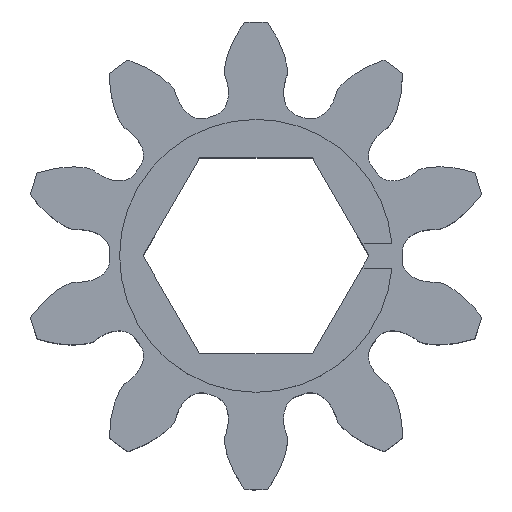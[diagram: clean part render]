
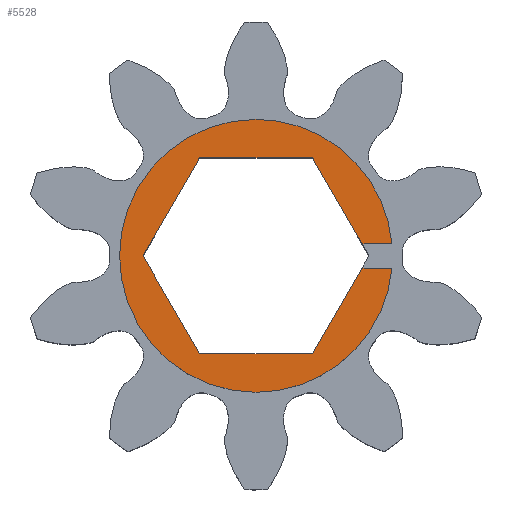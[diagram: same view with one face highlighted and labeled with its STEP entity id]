
A CAD part, top view. The second image highlights one B-rep face of the part: STEP entity #5528.
In plain terms, the highlighted planar face has unit normal (0, 0, 1).
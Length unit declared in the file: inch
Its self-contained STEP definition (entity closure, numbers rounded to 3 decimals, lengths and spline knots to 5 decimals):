
#9 = VERTEX_POINT ( 'NONE', #5370 ) ;
#63 = EDGE_CURVE ( 'NONE', #3279, #5169, #1253, .T. ) ;
#115 = DIRECTION ( 'NONE',  ( -0.5, -0.866, 0. ) ) ;
#228 = VECTOR ( 'NONE', #115, 39.37008 ) ;
#238 = EDGE_CURVE ( 'NONE', #2905, #9, #2395, .T. ) ;
#252 = EDGE_CURVE ( 'NONE', #9, #3279, #1356, .T. ) ;
#392 = CARTESIAN_POINT ( 'NONE',  ( 0., -0.35, 0.249 ) ) ;
#465 = EDGE_CURVE ( 'NONE', #5517, #897, #769, .T. ) ;
#493 = VERTEX_POINT ( 'NONE', #672 ) ;
#534 = DIRECTION ( 'NONE',  ( 0., 1., 0. ) ) ;
#629 = AXIS2_PLACEMENT_3D ( 'NONE', #6295, #2650, #4270 ) ;
#672 = CARTESIAN_POINT ( 'NONE',  ( 0.14491, -0.251, 0.249 ) ) ;
#686 = LINE ( 'NONE', #1225, #228 ) ;
#698 = DIRECTION ( 'NONE',  ( 1., 0., 0. ) ) ;
#769 = LINE ( 'NONE', #4376, #4067 ) ;
#839 = VECTOR ( 'NONE', #1761, 39.37008 ) ;
#853 = CIRCLE ( 'NONE', #2362, 0.35 ) ;
#879 = CARTESIAN_POINT ( 'NONE',  ( 0.15179, 0.03125, 0.249 ) ) ;
#897 = VERTEX_POINT ( 'NONE', #3079 ) ;
#965 = AXIS2_PLACEMENT_3D ( 'NONE', #1036, #5154, #534 ) ;
#1036 = CARTESIAN_POINT ( 'NONE',  ( 0., 0., 0.249 ) ) ;
#1225 = CARTESIAN_POINT ( 'NONE',  ( -0.14491, 0.251, 0.249 ) ) ;
#1253 = LINE ( 'NONE', #6338, #839 ) ;
#1258 = EDGE_CURVE ( 'NONE', #1976, #3517, #6471, .T. ) ;
#1260 = ORIENTED_EDGE ( 'NONE', *, *, #238, .F. ) ;
#1310 = CARTESIAN_POINT ( 'NONE',  ( 0.27179, -0.03125, 0.249 ) ) ;
#1322 = CARTESIAN_POINT ( 'NONE',  ( 0.3486, 0.03125, 0.249 ) ) ;
#1342 = ORIENTED_EDGE ( 'NONE', *, *, #3275, .F. ) ;
#1356 = LINE ( 'NONE', #4384, #6145 ) ;
#1715 = LINE ( 'NONE', #3766, #6059 ) ;
#1725 = EDGE_CURVE ( 'NONE', #493, #5770, #1715, .T. ) ;
#1761 = DIRECTION ( 'NONE',  ( -1., 0., 0. ) ) ;
#1889 = PLANE ( 'NONE',  #3545 ) ;
#1900 = DIRECTION ( 'NONE',  ( 0., 1., 0. ) ) ;
#1961 = CARTESIAN_POINT ( 'NONE',  ( -0.14491, 0.251, 0.249 ) ) ;
#1976 = VERTEX_POINT ( 'NONE', #392 ) ;
#2043 = ORIENTED_EDGE ( 'NONE', *, *, #252, .F. ) ;
#2362 = AXIS2_PLACEMENT_3D ( 'NONE', #6550, #5003, #1900 ) ;
#2395 = LINE ( 'NONE', #879, #6035 ) ;
#2531 = ORIENTED_EDGE ( 'NONE', *, *, #465, .F. ) ;
#2650 = DIRECTION ( 'NONE',  ( 0., 0., -1. ) ) ;
#2695 = ORIENTED_EDGE ( 'NONE', *, *, #1725, .F. ) ;
#2754 = DIRECTION ( 'NONE',  ( 0., 0., -1. ) ) ;
#2758 = VERTEX_POINT ( 'NONE', #5403 ) ;
#2788 = FACE_OUTER_BOUND ( 'NONE', #3452, .T. ) ;
#2834 = ORIENTED_EDGE ( 'NONE', *, *, #1258, .F. ) ;
#2884 = CARTESIAN_POINT ( 'NONE',  ( -0.14491, -0.251, 0.249 ) ) ;
#2905 = VERTEX_POINT ( 'NONE', #1322 ) ;
#2933 = DIRECTION ( 'NONE',  ( -0.5, 0.866, 0. ) ) ;
#3049 = ORIENTED_EDGE ( 'NONE', *, *, #6160, .F. ) ;
#3079 = CARTESIAN_POINT ( 'NONE',  ( -0.14491, -0.251, 0.249 ) ) ;
#3274 = CARTESIAN_POINT ( 'NONE',  ( 0., 0.35, 0.249 ) ) ;
#3275 = EDGE_CURVE ( 'NONE', #5770, #2758, #5802, .T. ) ;
#3279 = VERTEX_POINT ( 'NONE', #3717 ) ;
#3286 = ORIENTED_EDGE ( 'NONE', *, *, #63, .F. ) ;
#3300 = DIRECTION ( 'NONE',  ( 0.5, 0.866, 0. ) ) ;
#3345 = EDGE_CURVE ( 'NONE', #5169, #5517, #686, .T. ) ;
#3371 = DIRECTION ( 'NONE',  ( 0.5, -0.866, 0. ) ) ;
#3399 = LINE ( 'NONE', #2884, #3435 ) ;
#3435 = VECTOR ( 'NONE', #698, 39.37008 ) ;
#3452 = EDGE_LOOP ( 'NONE', ( #2695, #3049, #2531, #5696, #3286, #2043, #1260, #6414, #2834, #5829, #1342 ) ) ;
#3463 = VECTOR ( 'NONE', #4806, 39.37008 ) ;
#3517 = VERTEX_POINT ( 'NONE', #5552 ) ;
#3545 = AXIS2_PLACEMENT_3D ( 'NONE', #3274, #2754, #6435 ) ;
#3717 = CARTESIAN_POINT ( 'NONE',  ( 0.14491, 0.251, 0.249 ) ) ;
#3766 = CARTESIAN_POINT ( 'NONE',  ( 0.14491, -0.251, 0.249 ) ) ;
#3864 = CIRCLE ( 'NONE', #965, 0.35 ) ;
#4067 = VECTOR ( 'NONE', #3371, 39.37008 ) ;
#4232 = EDGE_CURVE ( 'NONE', #2758, #1976, #3864, .T. ) ;
#4270 = DIRECTION ( 'NONE',  ( 0., 1., 0. ) ) ;
#4376 = CARTESIAN_POINT ( 'NONE',  ( -0.28983, 0., 0.249 ) ) ;
#4380 = EDGE_CURVE ( 'NONE', #3517, #2905, #853, .T. ) ;
#4384 = CARTESIAN_POINT ( 'NONE',  ( 0.28983, 0., 0.249 ) ) ;
#4488 = DIRECTION ( 'NONE',  ( -1., 0., 0. ) ) ;
#4806 = DIRECTION ( 'NONE',  ( 1., 0., 0. ) ) ;
#5003 = DIRECTION ( 'NONE',  ( 0., 0., -1. ) ) ;
#5154 = DIRECTION ( 'NONE',  ( 0., 0., -1. ) ) ;
#5169 = VERTEX_POINT ( 'NONE', #1961 ) ;
#5370 = CARTESIAN_POINT ( 'NONE',  ( 0.27179, 0.03125, 0.249 ) ) ;
#5403 = CARTESIAN_POINT ( 'NONE',  ( 0.3486, -0.03125, 0.249 ) ) ;
#5517 = VERTEX_POINT ( 'NONE', #6536 ) ;
#5528 = ADVANCED_FACE ( 'NONE', ( #2788 ), #1889, .F. ) ;
#5552 = CARTESIAN_POINT ( 'NONE',  ( 0., 0.35, 0.249 ) ) ;
#5696 = ORIENTED_EDGE ( 'NONE', *, *, #3345, .F. ) ;
#5770 = VERTEX_POINT ( 'NONE', #1310 ) ;
#5802 = LINE ( 'NONE', #6413, #3463 ) ;
#5829 = ORIENTED_EDGE ( 'NONE', *, *, #4232, .F. ) ;
#6035 = VECTOR ( 'NONE', #4488, 39.37008 ) ;
#6059 = VECTOR ( 'NONE', #3300, 39.37008 ) ;
#6145 = VECTOR ( 'NONE', #2933, 39.37008 ) ;
#6160 = EDGE_CURVE ( 'NONE', #897, #493, #3399, .T. ) ;
#6295 = CARTESIAN_POINT ( 'NONE',  ( 0., 0., 0.249 ) ) ;
#6338 = CARTESIAN_POINT ( 'NONE',  ( 0.14491, 0.251, 0.249 ) ) ;
#6413 = CARTESIAN_POINT ( 'NONE',  ( 0.15179, -0.03125, 0.249 ) ) ;
#6414 = ORIENTED_EDGE ( 'NONE', *, *, #4380, .F. ) ;
#6435 = DIRECTION ( 'NONE',  ( 0., 1., 0. ) ) ;
#6471 = CIRCLE ( 'NONE', #629, 0.35 ) ;
#6536 = CARTESIAN_POINT ( 'NONE',  ( -0.28983, 0., 0.249 ) ) ;
#6550 = CARTESIAN_POINT ( 'NONE',  ( 0., 0., 0.249 ) ) ;
